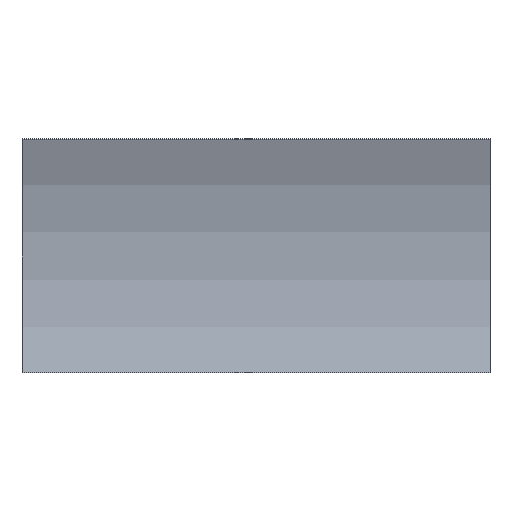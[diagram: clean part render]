
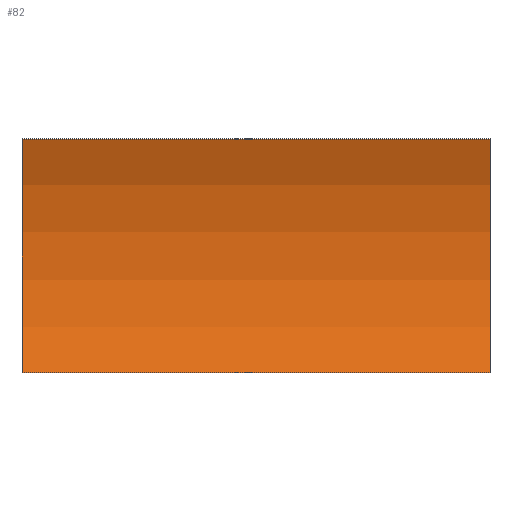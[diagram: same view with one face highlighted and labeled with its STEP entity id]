
A CAD part, left-side view. The second image highlights one B-rep face of the part: STEP entity #82.
In plain terms, the highlighted cylindrical face has radius 25.85 mm (diameter 51.7 mm), a partial arc.
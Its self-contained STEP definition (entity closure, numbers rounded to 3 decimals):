
#1 = DIRECTION ( 'NONE',  ( 0., 0., 1. ) ) ;
#2 = AXIS2_PLACEMENT_3D ( 'NONE', #64, #192, #1 ) ;
#6 = LINE ( 'NONE', #25, #141 ) ;
#10 = CARTESIAN_POINT ( 'NONE',  ( -4.013, 40., 0. ) ) ;
#17 = EDGE_CURVE ( 'NONE', #24, #190, #99, .T. ) ;
#24 = VERTEX_POINT ( 'NONE', #159 ) ;
#25 = CARTESIAN_POINT ( 'NONE',  ( -4.013, 40., 20. ) ) ;
#26 = VERTEX_POINT ( 'NONE', #10 ) ;
#29 = ORIENTED_EDGE ( 'NONE', *, *, #201, .F. ) ;
#31 = DIRECTION ( 'NONE',  ( 0., 0., 1. ) ) ;
#33 = EDGE_CURVE ( 'NONE', #26, #93, #80, .T. ) ;
#35 = CYLINDRICAL_SURFACE ( 'NONE', #119, 25.85 ) ;
#37 = CARTESIAN_POINT ( 'NONE',  ( -27.85, 40., 10. ) ) ;
#40 = ORIENTED_EDGE ( 'NONE', *, *, #86, .T. ) ;
#47 = AXIS2_PLACEMENT_3D ( 'NONE', #37, #50, #31 ) ;
#50 = DIRECTION ( 'NONE',  ( 0., -1., 0. ) ) ;
#61 = EDGE_LOOP ( 'NONE', ( #88, #29, #114, #40 ) ) ;
#64 = CARTESIAN_POINT ( 'NONE',  ( -27.85, 0., 10. ) ) ;
#75 = CARTESIAN_POINT ( 'NONE',  ( -4.013, 0., 20. ) ) ;
#80 = CIRCLE ( 'NONE', #47, 25.85 ) ;
#82 = ADVANCED_FACE ( 'NONE', ( #146 ), #35, .F. ) ;
#86 = EDGE_CURVE ( 'NONE', #26, #24, #184, .T. ) ;
#88 = ORIENTED_EDGE ( 'NONE', *, *, #17, .T. ) ;
#93 = VERTEX_POINT ( 'NONE', #108 ) ;
#99 = CIRCLE ( 'NONE', #2, 25.85 ) ;
#108 = CARTESIAN_POINT ( 'NONE',  ( -4.013, 40., 20. ) ) ;
#112 = DIRECTION ( 'NONE',  ( 0., -1., 0. ) ) ;
#114 = ORIENTED_EDGE ( 'NONE', *, *, #33, .F. ) ;
#119 = AXIS2_PLACEMENT_3D ( 'NONE', #150, #180, #125 ) ;
#125 = DIRECTION ( 'NONE',  ( 0., 0., -1. ) ) ;
#127 = VECTOR ( 'NONE', #148, 1000. ) ;
#141 = VECTOR ( 'NONE', #112, 1000. ) ;
#146 = FACE_OUTER_BOUND ( 'NONE', #61, .T. ) ;
#148 = DIRECTION ( 'NONE',  ( 0., -1., 0. ) ) ;
#150 = CARTESIAN_POINT ( 'NONE',  ( -27.85, 40., 10. ) ) ;
#159 = CARTESIAN_POINT ( 'NONE',  ( -4.013, 0., 0. ) ) ;
#168 = CARTESIAN_POINT ( 'NONE',  ( -4.013, 40., 0. ) ) ;
#180 = DIRECTION ( 'NONE',  ( 0., -1., 0. ) ) ;
#184 = LINE ( 'NONE', #168, #127 ) ;
#190 = VERTEX_POINT ( 'NONE', #75 ) ;
#192 = DIRECTION ( 'NONE',  ( 0., -1., 0. ) ) ;
#201 = EDGE_CURVE ( 'NONE', #93, #190, #6, .T. ) ;
